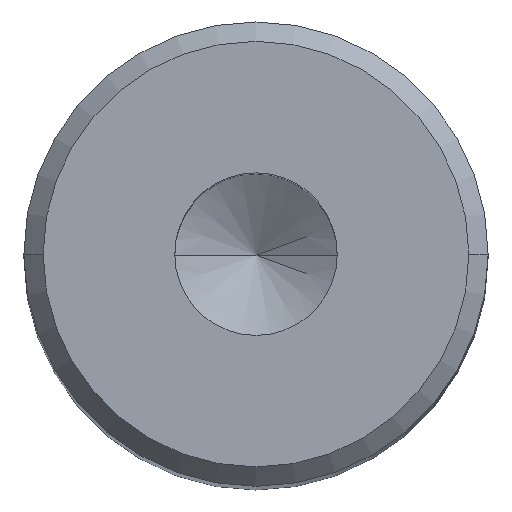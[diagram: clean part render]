
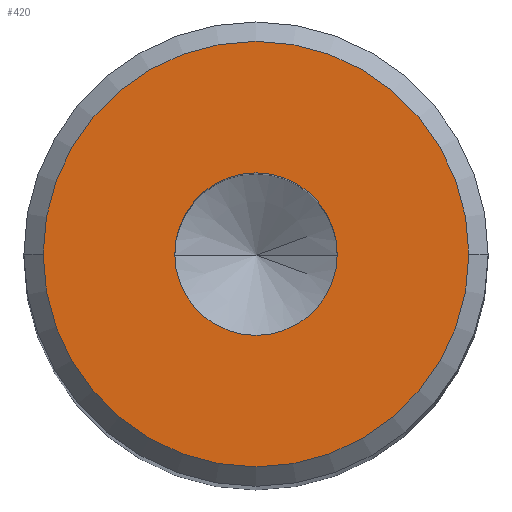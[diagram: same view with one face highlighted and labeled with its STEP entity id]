
A CAD part, top view. The second image highlights one B-rep face of the part: STEP entity #420.
In plain terms, the highlighted planar face has unit normal (0, 0, 1).
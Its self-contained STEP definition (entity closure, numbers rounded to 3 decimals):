
#27 = CARTESIAN_POINT ( 'NONE',  ( 5.5, 0., 0. ) ) ;
#39 = EDGE_CURVE ( 'NONE', #554, #311, #357, .T. ) ;
#60 = ORIENTED_EDGE ( 'NONE', *, *, #314, .T. ) ;
#74 = DIRECTION ( 'NONE',  ( 1., 0., 0. ) ) ;
#107 = AXIS2_PLACEMENT_3D ( 'NONE', #382, #514, #74 ) ;
#110 = ORIENTED_EDGE ( 'NONE', *, *, #369, .F. ) ;
#118 = AXIS2_PLACEMENT_3D ( 'NONE', #315, #181, #140 ) ;
#139 = AXIS2_PLACEMENT_3D ( 'NONE', #584, #545, #230 ) ;
#140 = DIRECTION ( 'NONE',  ( 1., 0., 0. ) ) ;
#169 = CARTESIAN_POINT ( 'NONE',  ( -5.5, 0., 0. ) ) ;
#181 = DIRECTION ( 'NONE',  ( 0., 0., 1. ) ) ;
#209 = AXIS2_PLACEMENT_3D ( 'NONE', #541, #502, #411 ) ;
#215 = ORIENTED_EDGE ( 'NONE', *, *, #39, .F. ) ;
#230 = DIRECTION ( 'NONE',  ( 1., 0., 0. ) ) ;
#233 = EDGE_CURVE ( 'NONE', #262, #254, #489, .T. ) ;
#238 = PLANE ( 'NONE',  #209 ) ;
#254 = VERTEX_POINT ( 'NONE', #27 ) ;
#262 = VERTEX_POINT ( 'NONE', #169 ) ;
#311 = VERTEX_POINT ( 'NONE', #416 ) ;
#314 = EDGE_CURVE ( 'NONE', #254, #262, #387, .T. ) ;
#315 = CARTESIAN_POINT ( 'NONE',  ( 0., 0., 0. ) ) ;
#338 = CIRCLE ( 'NONE', #139, 2.1 ) ;
#357 = CIRCLE ( 'NONE', #107, 2.1 ) ;
#369 = EDGE_CURVE ( 'NONE', #311, #554, #338, .T. ) ;
#380 = ORIENTED_EDGE ( 'NONE', *, *, #233, .T. ) ;
#382 = CARTESIAN_POINT ( 'NONE',  ( 0., 0., 0. ) ) ;
#387 = CIRCLE ( 'NONE', #433, 5.5 ) ;
#403 = EDGE_LOOP ( 'NONE', ( #215, #110 ) ) ;
#410 = CARTESIAN_POINT ( 'NONE',  ( 0., 0., 0. ) ) ;
#411 = DIRECTION ( 'NONE',  ( 1., 0., 0. ) ) ;
#416 = CARTESIAN_POINT ( 'NONE',  ( -2.1, 0., 0. ) ) ;
#418 = FACE_BOUND ( 'NONE', #403, .T. ) ;
#420 = ADVANCED_FACE ( 'NONE', ( #418, #463 ), #238, .T. ) ;
#432 = EDGE_LOOP ( 'NONE', ( #380, #60 ) ) ;
#433 = AXIS2_PLACEMENT_3D ( 'NONE', #410, #501, #507 ) ;
#447 = CARTESIAN_POINT ( 'NONE',  ( 2.1, 0., 0. ) ) ;
#463 = FACE_OUTER_BOUND ( 'NONE', #432, .T. ) ;
#489 = CIRCLE ( 'NONE', #118, 5.5 ) ;
#501 = DIRECTION ( 'NONE',  ( 0., 0., 1. ) ) ;
#502 = DIRECTION ( 'NONE',  ( 0., 0., 1. ) ) ;
#507 = DIRECTION ( 'NONE',  ( 1., 0., 0. ) ) ;
#514 = DIRECTION ( 'NONE',  ( 0., 0., 1. ) ) ;
#541 = CARTESIAN_POINT ( 'NONE',  ( 0., 0., 0. ) ) ;
#545 = DIRECTION ( 'NONE',  ( 0., 0., 1. ) ) ;
#554 = VERTEX_POINT ( 'NONE', #447 ) ;
#584 = CARTESIAN_POINT ( 'NONE',  ( 0., 0., 0. ) ) ;
